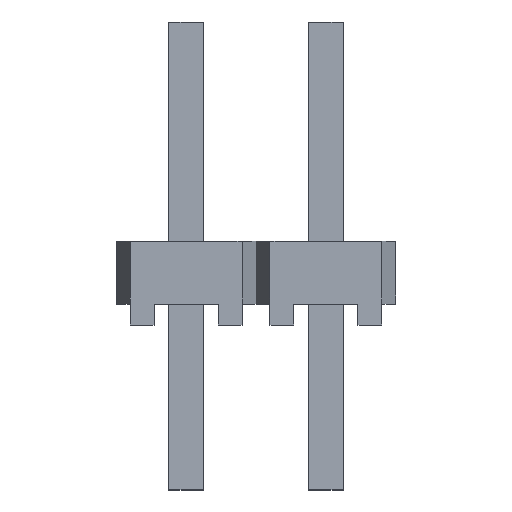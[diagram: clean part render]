
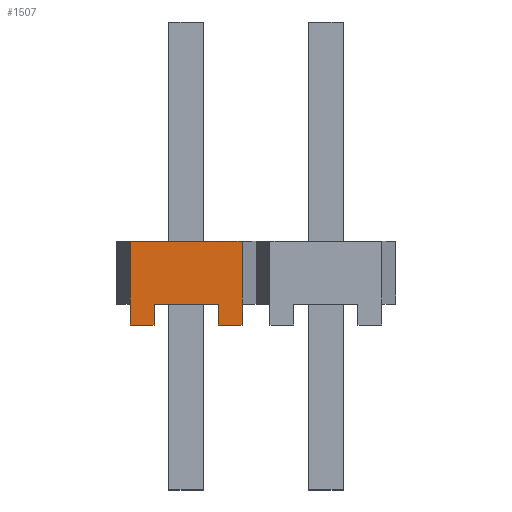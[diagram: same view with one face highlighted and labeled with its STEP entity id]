
A CAD part, top view. The second image highlights one B-rep face of the part: STEP entity #1507.
In plain terms, the highlighted planar face has unit normal (0, 0, 1).
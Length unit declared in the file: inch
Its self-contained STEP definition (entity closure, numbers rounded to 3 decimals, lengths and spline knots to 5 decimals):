
#119=ORIENTED_EDGE('',*,*,#543,.F.);
#120=ORIENTED_EDGE('',*,*,#473,.F.);
#121=ORIENTED_EDGE('',*,*,#544,.T.);
#122=ORIENTED_EDGE('',*,*,#545,.F.);
#123=ORIENTED_EDGE('',*,*,#546,.T.);
#124=ORIENTED_EDGE('',*,*,#547,.F.);
#125=ORIENTED_EDGE('',*,*,#514,.F.);
#126=ORIENTED_EDGE('',*,*,#548,.F.);
#127=ORIENTED_EDGE('',*,*,#549,.T.);
#128=ORIENTED_EDGE('',*,*,#550,.F.);
#473=EDGE_CURVE('',#687,#688,#827,.T.);
#514=EDGE_CURVE('',#728,#729,#868,.T.);
#543=EDGE_CURVE('',#688,#725,#897,.T.);
#544=EDGE_CURVE('',#687,#732,#898,.T.);
#545=EDGE_CURVE('',#749,#732,#899,.T.);
#546=EDGE_CURVE('',#749,#750,#900,.T.);
#547=EDGE_CURVE('',#729,#750,#901,.T.);
#548=EDGE_CURVE('',#751,#728,#902,.T.);
#549=EDGE_CURVE('',#751,#752,#903,.T.);
#550=EDGE_CURVE('',#725,#752,#904,.T.);
#687=VERTEX_POINT('',#2109);
#688=VERTEX_POINT('',#2111);
#725=VERTEX_POINT('',#2186);
#728=VERTEX_POINT('',#2192);
#729=VERTEX_POINT('',#2194);
#732=VERTEX_POINT('',#2200);
#749=VERTEX_POINT('',#2248);
#750=VERTEX_POINT('',#2250);
#751=VERTEX_POINT('',#2253);
#752=VERTEX_POINT('',#2255);
#827=LINE('',#2110,#1041);
#868=LINE('',#2193,#1082);
#897=LINE('',#2245,#1111);
#898=LINE('',#2246,#1112);
#899=LINE('',#2247,#1113);
#900=LINE('',#2249,#1114);
#901=LINE('',#2251,#1115);
#902=LINE('',#2252,#1116);
#903=LINE('',#2254,#1117);
#904=LINE('',#2256,#1118);
#1041=VECTOR('',#1713,39.37008);
#1082=VECTOR('',#1756,39.37008);
#1111=VECTOR('',#1791,39.37008);
#1112=VECTOR('',#1792,39.37008);
#1113=VECTOR('',#1793,39.37008);
#1114=VECTOR('',#1794,39.37008);
#1115=VECTOR('',#1795,39.37008);
#1116=VECTOR('',#1796,39.37008);
#1117=VECTOR('',#1797,39.37008);
#1118=VECTOR('',#1798,39.37008);
#1249=EDGE_LOOP('',(#119,#120,#121,#122,#123,#124,#125,#126,#127,#128));
#1339=FACE_BOUND('',#1249,.T.);
#1425=PLANE('',#1615);
#1507=ADVANCED_FACE('',(#1339),#1425,.F.);
#1615=AXIS2_PLACEMENT_3D('',#2244,#1789,#1790);
#1713=DIRECTION('',(1.,0.,0.));
#1756=DIRECTION('',(-1.,0.,0.));
#1789=DIRECTION('',(0.,0.,-1.));
#1790=DIRECTION('',(-1.,0.,0.));
#1791=DIRECTION('',(0.,-1.,0.));
#1792=DIRECTION('',(0.,-1.,0.));
#1793=DIRECTION('',(0.,1.,0.));
#1794=DIRECTION('',(1.,0.,0.));
#1795=DIRECTION('',(0.,-1.,0.));
#1796=DIRECTION('',(0.,1.,0.));
#1797=DIRECTION('',(1.,0.,0.));
#1798=DIRECTION('',(0.,-1.,0.));
#2109=CARTESIAN_POINT('',(-0.09,0.06,0.049));
#2110=CARTESIAN_POINT('',(-0.09,0.06,0.049));
#2111=CARTESIAN_POINT('',(-0.01,0.06,0.049));
#2186=CARTESIAN_POINT('',(-0.01,0.015,0.049));
#2192=CARTESIAN_POINT('',(-0.027,0.015,0.049));
#2193=CARTESIAN_POINT('',(-0.09,0.015,0.049));
#2194=CARTESIAN_POINT('',(-0.073,0.015,0.049));
#2200=CARTESIAN_POINT('',(-0.09,0.015,0.049));
#2244=CARTESIAN_POINT('',(-0.09,0.06,0.049));
#2245=CARTESIAN_POINT('',(-0.01,0.098,0.049));
#2246=CARTESIAN_POINT('',(-0.09,0.06,0.049));
#2247=CARTESIAN_POINT('',(-0.09,0.06,0.049));
#2248=CARTESIAN_POINT('',(-0.09,0.,0.049));
#2249=CARTESIAN_POINT('',(-0.09,0.,0.049));
#2250=CARTESIAN_POINT('',(-0.073,0.,0.049));
#2251=CARTESIAN_POINT('',(-0.073,0.06,0.049));
#2252=CARTESIAN_POINT('',(-0.027,0.06,0.049));
#2253=CARTESIAN_POINT('',(-0.027,0.,0.049));
#2254=CARTESIAN_POINT('',(-0.09,0.,0.049));
#2255=CARTESIAN_POINT('',(-0.01,0.,0.049));
#2256=CARTESIAN_POINT('',(-0.01,0.06,0.049));
